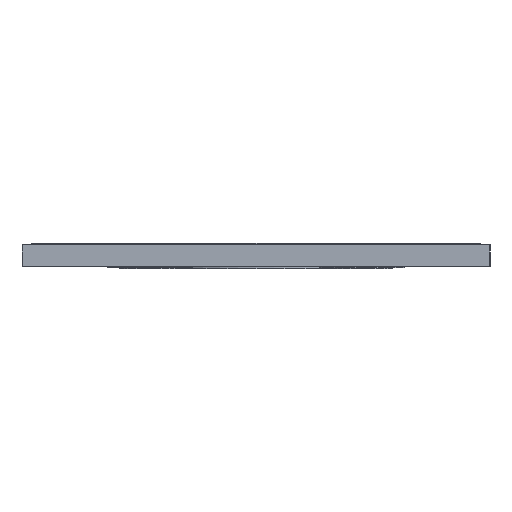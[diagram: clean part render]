
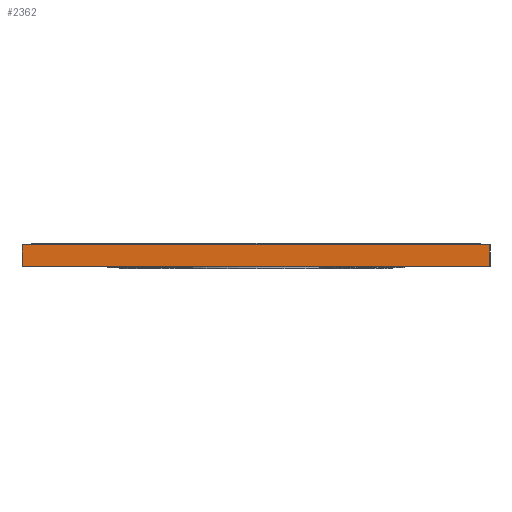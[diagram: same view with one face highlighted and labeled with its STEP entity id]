
A CAD part, left-side view. The second image highlights one B-rep face of the part: STEP entity #2362.
In plain terms, the highlighted planar face has unit normal (-1, 0, 0).
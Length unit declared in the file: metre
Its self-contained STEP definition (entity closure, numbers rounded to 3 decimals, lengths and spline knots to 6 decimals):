
#2342 = EDGE_CURVE( '', #3680, #3911, #3912, .T. );
#2354 = EDGE_CURVE( '', #3911, #3931, #3932, .T. );
#2362 = ADVANCED_FACE( '', ( #3943 ), #3944, .T. );
#2668 = EDGE_CURVE( '', #4409, #3931, #4410, .T. );
#2804 = EDGE_CURVE( '', #3680, #4409, #4617, .T. );
#3680 = VERTEX_POINT( '', #5239 );
#3911 = VERTEX_POINT( '', #5513 );
#3912 = LINE( '', #5514, #5515 );
#3931 = VERTEX_POINT( '', #5536 );
#3932 = LINE( '', #5537, #5538 );
#3943 = FACE_OUTER_BOUND( '', #5551, .T. );
#3944 = PLANE( '', #5552 );
#4409 = VERTEX_POINT( '', #6110 );
#4410 = LINE( '', #6111, #6112 );
#4617 = LINE( '', #6357, #6358 );
#5239 = CARTESIAN_POINT( '', ( 0.00012, 0.011, -0.000035 ) );
#5513 = CARTESIAN_POINT( '', ( 0.00012, 0.011, -0.000543 ) );
#5514 = CARTESIAN_POINT( '', ( 0.00012, 0.011, -0.000035 ) );
#5515 = VECTOR( '', #7339, 1. );
#5536 = CARTESIAN_POINT( '', ( 0.00012, 0., -0.000543 ) );
#5537 = CARTESIAN_POINT( '', ( 0.00012, 0.011, -0.000543 ) );
#5538 = VECTOR( '', #7365, 1. );
#5551 = EDGE_LOOP( '', ( #7378, #7379, #7380, #7381 ) );
#5552 = AXIS2_PLACEMENT_3D( '', #7382, #7383, #7384 );
#6110 = CARTESIAN_POINT( '', ( 0.00012, 0., -0.000035 ) );
#6111 = CARTESIAN_POINT( '', ( 0.00012, 0., -0.000035 ) );
#6112 = VECTOR( '', #8008, 1. );
#6357 = CARTESIAN_POINT( '', ( 0.00012, 0.011, -0.000035 ) );
#6358 = VECTOR( '', #8291, 1. );
#7339 = DIRECTION( '', ( 0., 0., -1. ) );
#7365 = DIRECTION( '', ( 0., -1., 0. ) );
#7378 = ORIENTED_EDGE( '', *, *, #2342, .T. );
#7379 = ORIENTED_EDGE( '', *, *, #2354, .T. );
#7380 = ORIENTED_EDGE( '', *, *, #2668, .F. );
#7381 = ORIENTED_EDGE( '', *, *, #2804, .F. );
#7382 = CARTESIAN_POINT( '', ( 0.00012, 0.011, -0.000035 ) );
#7383 = DIRECTION( '', ( -1., 0., 0. ) );
#7384 = DIRECTION( '', ( 0., 0., 1. ) );
#8008 = DIRECTION( '', ( 0., 0., -1. ) );
#8291 = DIRECTION( '', ( 0., -1., 0. ) );
